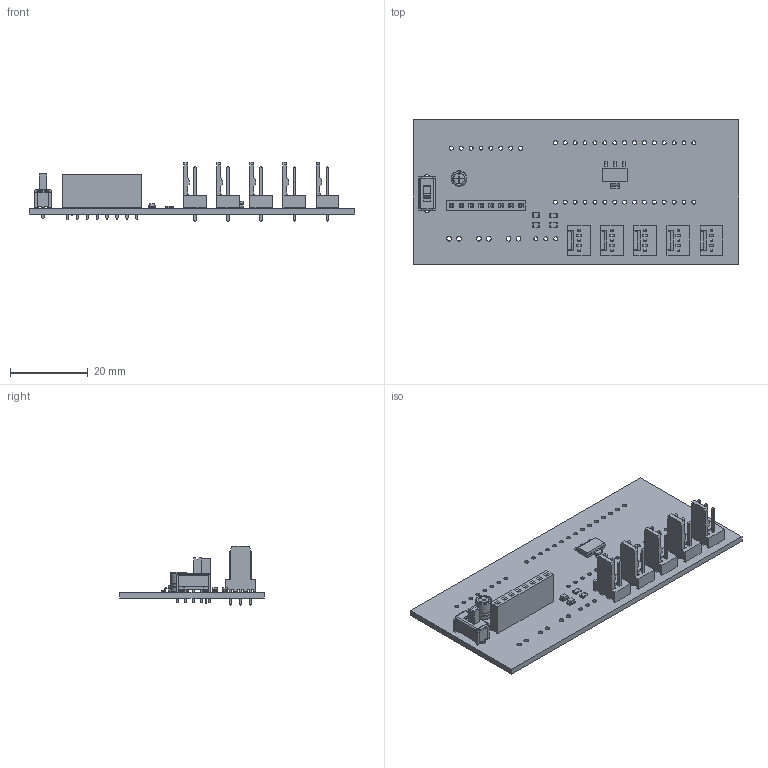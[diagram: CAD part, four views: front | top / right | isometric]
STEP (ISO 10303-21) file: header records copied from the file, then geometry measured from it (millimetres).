
FILE_DESCRIPTION(('KiCad electronic assembly'),'2;1');
FILE_NAME('OmegaKit_Junior.step','2025-08-10T19:38:50',('Pcbnew'),( 'Kicad'),'Open CASCADE STEP processor 7.8','KiCad to STEP converter' ,'Unknown');
FILE_SCHEMA(('AUTOMOTIVE_DESIGN { 1 0 10303 214 1 1 1 1 }'));
Length unit declared in the file: millimetre
Products named in the file (9): OmegaKit_Junior 1; LED_0805_2012Metric; R_0805_2012Metric; Molex_KK-254_AE-6410-03A_1x03_P2.54mm_Vertical; SW_Slide_SPDT_Straight_CK_OS102011MS2Q; PinSocket_1x08_P2.54mm_Vertical; C_Radial_D4.0mm_H5.0mm_P1.50mm; SOT-223; OmegaKit_Junior_PCB
Assembly tree (14 placements, depth 2):
  OmegaKit_Junior 1
    LED_0805_2012Metric  x2
    R_0805_2012Metric  x2
    Molex_KK-254_AE-6410-03A_1x03_P2.54mm_Vertical  x5
    SW_Slide_SPDT_Straight_CK_OS102011MS2Q
    PinSocket_1x08_P2.54mm_Vertical
    C_Radial_D4.0mm_H5.0mm_P1.50mm
    SOT-223
    OmegaKit_Junior_PCB
Bounding box: 83.5 x 37 x 15.26 mm (x, y, z)
Volume: 6105.1 mm3; surface area: 10211.2 mm2
Topology: 19 solids, 20 shells, 1239 faces, 3109 edges, 1962 vertices
Faces by surface type: plane 1069, cylinder 149, bspline 18, revolution 2, torus 1
Full cylindrical faces by diameter (mm): 0.3 x2, 0.6 x2, 0.8 x3, 1 x49, 1.19 x15, 1.2 x6, 1.5 x2, 2.8 x3, 4 x2
Entity records: 30078 total; most frequent: CARTESIAN_POINT 4290, ORIENTED_EDGE 4016, DIRECTION 3851, EDGE_CURVE 2008, LINE 1715, VECTOR 1715, VERTEX_POINT 1264, AXIS2_PLACEMENT_3D 1067
